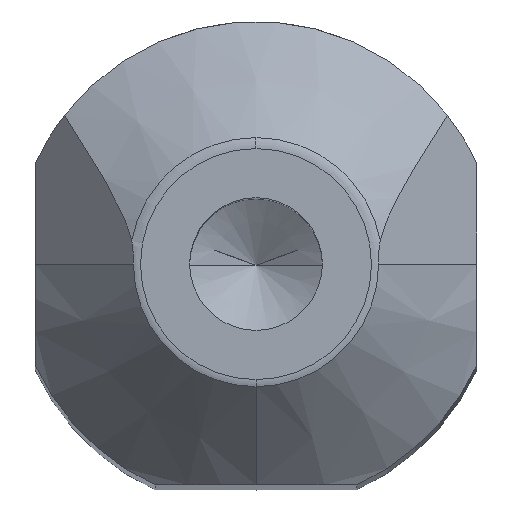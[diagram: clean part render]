
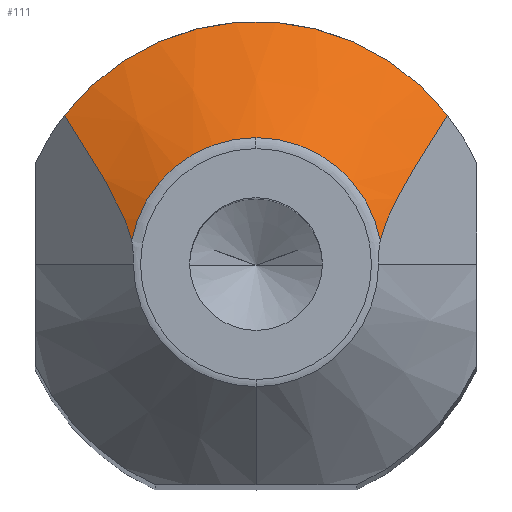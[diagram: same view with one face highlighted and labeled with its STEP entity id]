
A CAD part, top view. The second image highlights one B-rep face of the part: STEP entity #111.
In plain terms, the highlighted conical face has half-angle 60 degrees and reference radius 5.732 mm.
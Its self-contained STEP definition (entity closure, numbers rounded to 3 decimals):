
#90=B_SPLINE_CURVE_WITH_KNOTS('',3,(#1220,#1221,#1222,#1223,#1224,#1225),
 .UNSPECIFIED.,.F.,.F.,(4,2,4),(0.,0.5,1.),.UNSPECIFIED.);
#91=B_SPLINE_CURVE_WITH_KNOTS('',3,(#1228,#1229,#1230,#1231,#1232,#1233),
 .UNSPECIFIED.,.F.,.F.,(4,2,4),(0.,0.5,1.),.UNSPECIFIED.);
#111=ADVANCED_FACE('',(#152),#132,.T.);
#132=CONICAL_SURFACE('',#747,5.732,60.);
#152=FACE_OUTER_BOUND('',#188,.T.);
#188=EDGE_LOOP('',(#352,#353,#354,#355,#356));
#213=CIRCLE('',#710,5.732);
#229=CIRCLE('',#732,10.993);
#235=CIRCLE('',#746,5.732);
#352=ORIENTED_EDGE('',*,*,#544,.F.);
#353=ORIENTED_EDGE('',*,*,#568,.T.);
#354=ORIENTED_EDGE('',*,*,#506,.T.);
#355=ORIENTED_EDGE('',*,*,#569,.T.);
#356=ORIENTED_EDGE('',*,*,#570,.T.);
#439=VERTEX_POINT('',#1007);
#440=VERTEX_POINT('',#1009);
#473=VERTEX_POINT('',#1111);
#474=VERTEX_POINT('',#1113);
#485=VERTEX_POINT('',#1227);
#506=EDGE_CURVE('',#440,#439,#213,.T.);
#544=EDGE_CURVE('',#473,#474,#229,.T.);
#568=EDGE_CURVE('',#473,#440,#90,.T.);
#569=EDGE_CURVE('',#439,#485,#235,.T.);
#570=EDGE_CURVE('',#485,#474,#91,.T.);
#710=AXIS2_PLACEMENT_3D('',#1008,#807,#808);
#732=AXIS2_PLACEMENT_3D('',#1112,#867,#868);
#746=AXIS2_PLACEMENT_3D('',#1226,#902,#903);
#747=AXIS2_PLACEMENT_3D('',#1234,#904,#905);
#807=DIRECTION('',(0.,0.,-1.));
#808=DIRECTION('',(0.,-1.,0.));
#867=DIRECTION('',(0.,0.,-1.));
#868=DIRECTION('',(0.,-1.,0.));
#902=DIRECTION('',(0.,0.,-1.));
#903=DIRECTION('',(0.,-1.,0.));
#904=DIRECTION('',(0.,0.,-1.));
#905=DIRECTION('',(0.,1.,0.));
#1007=CARTESIAN_POINT('',(0.,5.732,-0.134));
#1008=CARTESIAN_POINT('',(0.,0.,-0.134));
#1009=CARTESIAN_POINT('',(-5.634,1.056,-0.134));
#1111=CARTESIAN_POINT('',(-8.672,6.757,-3.172));
#1112=CARTESIAN_POINT('',(0.,0.,-3.172));
#1113=CARTESIAN_POINT('',(8.672,6.757,-3.172));
#1220=CARTESIAN_POINT('',(-8.672,6.757,-3.172));
#1221=CARTESIAN_POINT('',(-8.099,5.878,-2.599));
#1222=CARTESIAN_POINT('',(-7.533,4.991,-2.033));
#1223=CARTESIAN_POINT('',(-6.463,3.145,-0.963));
#1224=CARTESIAN_POINT('',(-5.915,2.197,-0.415));
#1225=CARTESIAN_POINT('',(-5.634,1.056,-0.134));
#1226=CARTESIAN_POINT('',(0.,0.,-0.134));
#1227=CARTESIAN_POINT('',(5.634,1.056,-0.134));
#1228=CARTESIAN_POINT('',(5.634,1.056,-0.134));
#1229=CARTESIAN_POINT('',(5.915,2.199,-0.415));
#1230=CARTESIAN_POINT('',(6.46,3.139,-0.96));
#1231=CARTESIAN_POINT('',(7.531,4.989,-2.031));
#1232=CARTESIAN_POINT('',(8.098,5.877,-2.598));
#1233=CARTESIAN_POINT('',(8.672,6.757,-3.172));
#1234=CARTESIAN_POINT('',(0.,0.,-0.134));
